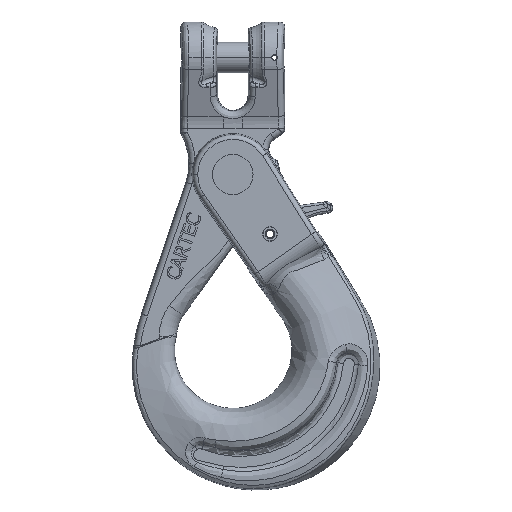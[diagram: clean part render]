
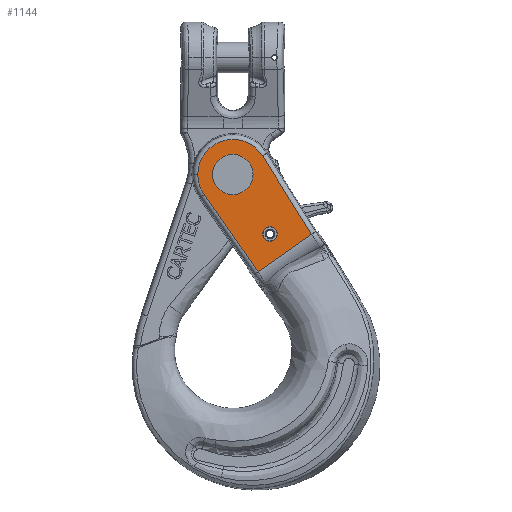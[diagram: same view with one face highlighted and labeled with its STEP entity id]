
A CAD part, top view. The second image highlights one B-rep face of the part: STEP entity #1144.
In plain terms, the highlighted planar face has unit normal (0, 0, 1).
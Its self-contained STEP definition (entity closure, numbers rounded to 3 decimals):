
#1144=ADVANCED_FACE('',(#2622,#2623,#2624),#2625,.T.);
#2622=FACE_OUTER_BOUND('',#10205,.T.);
#2623=FACE_BOUND('',#10206,.T.);
#2624=FACE_BOUND('',#10207,.T.);
#2625=PLANE('',#10208);
#10205=EDGE_LOOP('',(#18512,#18513,#18514,#18515,#18516));
#10206=EDGE_LOOP('',(#18517,#18518));
#10207=EDGE_LOOP('',(#18519,#18520));
#10208=AXIS2_PLACEMENT_3D('',#18521,#18522,#18523);
#18512=ORIENTED_EDGE('',*,*,#22285,.F.);
#18513=ORIENTED_EDGE('',*,*,#22286,.F.);
#18514=ORIENTED_EDGE('',*,*,#22287,.F.);
#18515=ORIENTED_EDGE('',*,*,#21987,.F.);
#18516=ORIENTED_EDGE('',*,*,#22288,.F.);
#18517=ORIENTED_EDGE('',*,*,#22033,.T.);
#18518=ORIENTED_EDGE('',*,*,#22082,.T.);
#18519=ORIENTED_EDGE('',*,*,#22028,.T.);
#18520=ORIENTED_EDGE('',*,*,#22086,.T.);
#18521=CARTESIAN_POINT('',(0.0,0.0,32.5));
#18522=DIRECTION('',(0.0,0.0,1.0));
#18523=DIRECTION('',(1.0,-0.0,0.0));
#21987=EDGE_CURVE('',#24275,#24278,#24279,.T.);
#22028=EDGE_CURVE('',#24344,#24348,#24350,.F.);
#22033=EDGE_CURVE('',#24353,#24357,#24359,.F.);
#22082=EDGE_CURVE('',#24357,#24353,#24442,.F.);
#22086=EDGE_CURVE('',#24348,#24344,#24447,.F.);
#22285=EDGE_CURVE('',#24741,#24742,#24743,.F.);
#22286=EDGE_CURVE('',#24744,#24741,#24745,.F.);
#22287=EDGE_CURVE('',#24278,#24744,#24746,.F.);
#22288=EDGE_CURVE('',#24742,#24275,#24747,.T.);
#24275=VERTEX_POINT('',#27634);
#24278=VERTEX_POINT('',#27637);
#24279=CIRCLE('',#27638,29.997);
#24344=VERTEX_POINT('',#27717);
#24348=VERTEX_POINT('',#27722);
#24350=CIRCLE('',#27725,6.25);
#24353=VERTEX_POINT('',#27728);
#24357=VERTEX_POINT('',#27733);
#24359=CIRCLE('',#27736,16.25);
#24442=CIRCLE('',#29875,16.25);
#24447=CIRCLE('',#29880,6.25);
#24741=VERTEX_POINT('',#33819);
#24742=VERTEX_POINT('',#33820);
#24743=LINE('',#33821,#33822);
#24744=VERTEX_POINT('',#33823);
#24745=LINE('',#33824,#33825);
#24746=LINE('',#33826,#33827);
#24747=CIRCLE('',#33828,29.997);
#27634=CARTESIAN_POINT('',(-29.997,0.,32.5));
#27637=CARTESIAN_POINT('',(25.435,15.903,32.5));
#27638=AXIS2_PLACEMENT_3D('',#42179,#42180,#42181);
#27717=CARTESIAN_POINT('',(38.059,-50.874,32.5));
#27722=CARTESIAN_POINT('',(25.559,-50.874,32.5));
#27725=AXIS2_PLACEMENT_3D('',#42249,#42250,#42251);
#27728=CARTESIAN_POINT('',(16.25,0.0,32.5));
#27733=CARTESIAN_POINT('',(-16.25,0.,32.5));
#27736=AXIS2_PLACEMENT_3D('',#42257,#42258,#42259);
#29875=AXIS2_PLACEMENT_3D('',#42291,#42292,#42293);
#29880=AXIS2_PLACEMENT_3D('',#42300,#42301,#42302);
#33819=CARTESIAN_POINT('',(21.543,-83.108,32.5));
#33820=CARTESIAN_POINT('',(-24.577,-17.198,32.5));
#33821=CARTESIAN_POINT('',(-24.577,-17.198,32.5));
#33822=VECTOR('',#42509,80.443);
#33823=CARTESIAN_POINT('',(67.315,-51.078,32.5));
#33824=CARTESIAN_POINT('',(21.543,-83.108,32.5));
#33825=VECTOR('',#42510,55.865);
#33826=CARTESIAN_POINT('',(67.315,-51.078,32.5));
#33827=VECTOR('',#42511,78.996);
#33828=AXIS2_PLACEMENT_3D('',#42512,#42513,#42514);
#42179=CARTESIAN_POINT('',(0.0,0.0,32.5));
#42180=DIRECTION('',(0.0,0.0,-1.0));
#42181=DIRECTION('',(-1.0,0.0,0.0));
#42249=CARTESIAN_POINT('',(31.809,-50.874,32.5));
#42250=DIRECTION('',(0.0,0.0,1.0));
#42251=DIRECTION('',(1.0,0.0,0.0));
#42257=CARTESIAN_POINT('',(0.0,0.0,32.5));
#42258=DIRECTION('',(0.0,0.0,1.0));
#42259=DIRECTION('',(1.0,0.0,0.0));
#42291=CARTESIAN_POINT('',(0.0,0.0,32.5));
#42292=DIRECTION('',(0.0,0.0,1.0));
#42293=DIRECTION('',(1.0,0.0,0.0));
#42300=CARTESIAN_POINT('',(31.809,-50.874,32.5));
#42301=DIRECTION('',(0.0,0.0,1.0));
#42302=DIRECTION('',(1.0,0.0,0.0));
#42509=DIRECTION('',(0.573,-0.819,0.0));
#42510=DIRECTION('',(0.819,0.573,0.0));
#42511=DIRECTION('',(-0.53,0.848,0.0));
#42512=CARTESIAN_POINT('',(0.0,0.0,32.5));
#42513=DIRECTION('',(0.0,0.0,-1.0));
#42514=DIRECTION('',(-1.0,0.0,0.0));
